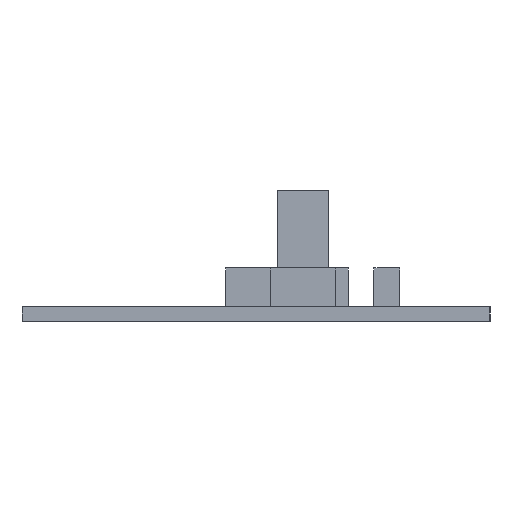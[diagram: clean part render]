
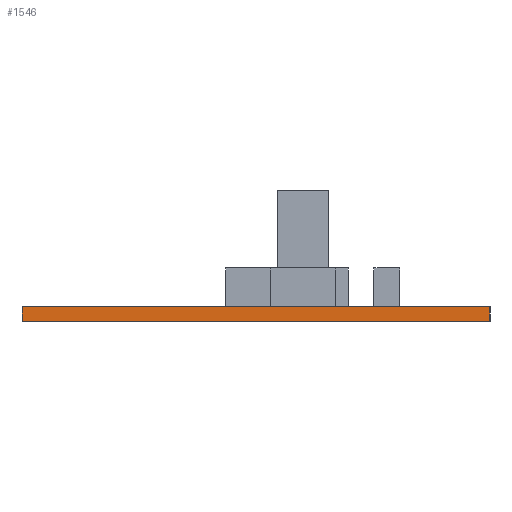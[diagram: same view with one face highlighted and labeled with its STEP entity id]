
A CAD part, left-side view. The second image highlights one B-rep face of the part: STEP entity #1546.
In plain terms, the highlighted planar face has unit normal (-1, 0, 0).
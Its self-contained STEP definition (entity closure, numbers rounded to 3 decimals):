
#117 = VECTOR ( 'NONE', #300, 1000. ) ;
#118 = CARTESIAN_POINT ( 'NONE',  ( 0., 25.4, 0.8 ) ) ;
#140 = ORIENTED_EDGE ( 'NONE', *, *, #1098, .F. ) ;
#202 = VERTEX_POINT ( 'NONE', #933 ) ;
#262 = CARTESIAN_POINT ( 'NONE',  ( 0., 0., 0.8 ) ) ;
#263 = LINE ( 'NONE', #396, #1695 ) ;
#300 = DIRECTION ( 'NONE',  ( 0., -1., 0. ) ) ;
#314 = EDGE_LOOP ( 'NONE', ( #1717, #140, #1088, #1034 ) ) ;
#396 = CARTESIAN_POINT ( 'NONE',  ( 0., 0., 0.8 ) ) ;
#464 = CARTESIAN_POINT ( 'NONE',  ( 0., 25.4, 0. ) ) ;
#465 = EDGE_CURVE ( 'NONE', #1129, #1181, #830, .T. ) ;
#487 = CARTESIAN_POINT ( 'NONE',  ( 0., 25.4, 0.8 ) ) ;
#529 = DIRECTION ( 'NONE',  ( 0., -1., 0. ) ) ;
#564 = AXIS2_PLACEMENT_3D ( 'NONE', #1158, #1559, #588 ) ;
#588 = DIRECTION ( 'NONE',  ( 0., 1., 0. ) ) ;
#665 = VERTEX_POINT ( 'NONE', #464 ) ;
#830 = LINE ( 'NONE', #1009, #117 ) ;
#933 = CARTESIAN_POINT ( 'NONE',  ( 0., 0., 0. ) ) ;
#1009 = CARTESIAN_POINT ( 'NONE',  ( 0., 0., 0.8 ) ) ;
#1012 = VECTOR ( 'NONE', #529, 1000. ) ;
#1024 = PLANE ( 'NONE',  #564 ) ;
#1034 = ORIENTED_EDGE ( 'NONE', *, *, #1241, .T. ) ;
#1082 = CARTESIAN_POINT ( 'NONE',  ( 0., 0., 0. ) ) ;
#1085 = EDGE_CURVE ( 'NONE', #665, #202, #1736, .T. ) ;
#1088 = ORIENTED_EDGE ( 'NONE', *, *, #465, .F. ) ;
#1098 = EDGE_CURVE ( 'NONE', #1181, #202, #263, .T. ) ;
#1125 = VECTOR ( 'NONE', #1515, 1000. ) ;
#1129 = VERTEX_POINT ( 'NONE', #487 ) ;
#1158 = CARTESIAN_POINT ( 'NONE',  ( 0., 0., 0.8 ) ) ;
#1181 = VERTEX_POINT ( 'NONE', #262 ) ;
#1241 = EDGE_CURVE ( 'NONE', #1129, #665, #1527, .T. ) ;
#1484 = DIRECTION ( 'NONE',  ( 0., 0., -1. ) ) ;
#1515 = DIRECTION ( 'NONE',  ( 0., 0., -1. ) ) ;
#1527 = LINE ( 'NONE', #118, #1125 ) ;
#1546 = ADVANCED_FACE ( 'NONE', ( #1561 ), #1024, .F. ) ;
#1559 = DIRECTION ( 'NONE',  ( 1., 0., 0. ) ) ;
#1561 = FACE_OUTER_BOUND ( 'NONE', #314, .T. ) ;
#1695 = VECTOR ( 'NONE', #1484, 1000. ) ;
#1717 = ORIENTED_EDGE ( 'NONE', *, *, #1085, .T. ) ;
#1736 = LINE ( 'NONE', #1082, #1012 ) ;
